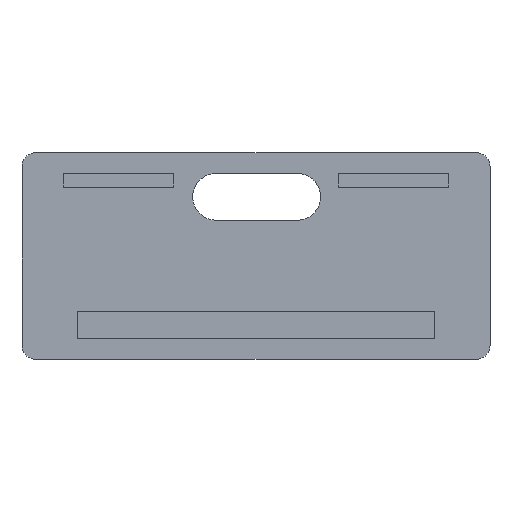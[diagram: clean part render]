
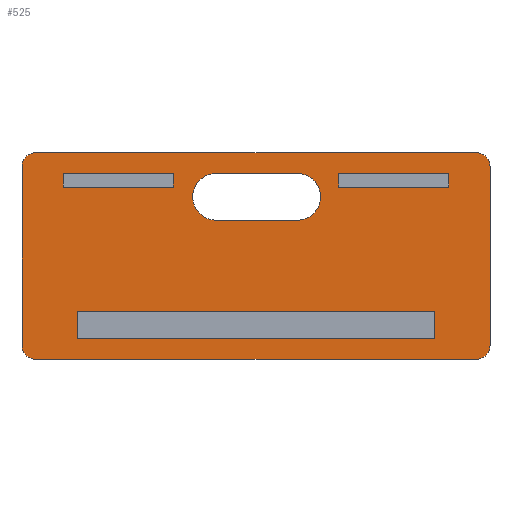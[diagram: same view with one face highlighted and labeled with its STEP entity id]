
A CAD part, top view. The second image highlights one B-rep face of the part: STEP entity #525.
In plain terms, the highlighted planar face has unit normal (0, 0, 1).
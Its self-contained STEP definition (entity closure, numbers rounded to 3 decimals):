
#15=FACE_BOUND('',#85,.T.);
#16=FACE_BOUND('',#86,.T.);
#17=FACE_BOUND('',#87,.T.);
#18=FACE_BOUND('',#88,.T.);
#21=CIRCLE('',#568,1.);
#22=CIRCLE('',#571,1.);
#23=CIRCLE('',#572,1.);
#24=CIRCLE('',#573,1.);
#25=CIRCLE('',#574,1.7);
#26=CIRCLE('',#575,1.7);
#55=FACE_OUTER_BOUND('',#84,.T.);
#84=EDGE_LOOP('',(#409,#410,#411,#412,#413,#414,#415,#416));
#85=EDGE_LOOP('',(#417,#418,#419,#420));
#86=EDGE_LOOP('',(#421,#422,#423,#424));
#87=EDGE_LOOP('',(#425,#426,#427,#428));
#88=EDGE_LOOP('',(#429,#430,#431,#432));
#101=LINE('',#740,#161);
#105=LINE('',#748,#165);
#108=LINE('',#754,#168);
#111=LINE('',#759,#171);
#113=LINE('',#765,#173);
#117=LINE('',#773,#177);
#120=LINE('',#779,#180);
#123=LINE('',#784,#183);
#125=LINE('',#790,#185);
#129=LINE('',#798,#189);
#132=LINE('',#804,#192);
#135=LINE('',#809,#195);
#139=LINE('',#823,#199);
#142=LINE('',#829,#202);
#143=LINE('',#833,#203);
#144=LINE('',#837,#204);
#145=LINE('',#843,#205);
#146=LINE('',#846,#206);
#161=VECTOR('',#596,10.);
#165=VECTOR('',#602,10.);
#168=VECTOR('',#607,10.);
#171=VECTOR('',#612,10.);
#173=VECTOR('',#618,10.);
#177=VECTOR('',#624,10.);
#180=VECTOR('',#629,10.);
#183=VECTOR('',#634,10.);
#185=VECTOR('',#640,10.);
#189=VECTOR('',#646,10.);
#192=VECTOR('',#651,10.);
#195=VECTOR('',#656,10.);
#199=VECTOR('',#670,10.);
#202=VECTOR('',#675,10.);
#203=VECTOR('',#678,10.);
#204=VECTOR('',#681,10.);
#205=VECTOR('',#686,10.);
#206=VECTOR('',#689,10.);
#221=VERTEX_POINT('',#738);
#222=VERTEX_POINT('',#739);
#225=VERTEX_POINT('',#747);
#227=VERTEX_POINT('',#753);
#229=VERTEX_POINT('',#763);
#230=VERTEX_POINT('',#764);
#233=VERTEX_POINT('',#772);
#235=VERTEX_POINT('',#778);
#237=VERTEX_POINT('',#788);
#238=VERTEX_POINT('',#789);
#241=VERTEX_POINT('',#797);
#243=VERTEX_POINT('',#803);
#247=VERTEX_POINT('',#816);
#248=VERTEX_POINT('',#818);
#249=VERTEX_POINT('',#822);
#251=VERTEX_POINT('',#828);
#252=VERTEX_POINT('',#830);
#253=VERTEX_POINT('',#832);
#254=VERTEX_POINT('',#834);
#255=VERTEX_POINT('',#836);
#256=VERTEX_POINT('',#839);
#257=VERTEX_POINT('',#840);
#258=VERTEX_POINT('',#842);
#259=VERTEX_POINT('',#844);
#269=EDGE_CURVE('',#221,#222,#101,.T.);
#273=EDGE_CURVE('',#222,#225,#105,.T.);
#276=EDGE_CURVE('',#225,#227,#108,.T.);
#279=EDGE_CURVE('',#227,#221,#111,.T.);
#281=EDGE_CURVE('',#229,#230,#113,.T.);
#285=EDGE_CURVE('',#230,#233,#117,.T.);
#288=EDGE_CURVE('',#233,#235,#120,.T.);
#291=EDGE_CURVE('',#235,#229,#123,.T.);
#293=EDGE_CURVE('',#237,#238,#125,.T.);
#297=EDGE_CURVE('',#238,#241,#129,.T.);
#300=EDGE_CURVE('',#241,#243,#132,.T.);
#303=EDGE_CURVE('',#243,#237,#135,.T.);
#307=EDGE_CURVE('',#247,#248,#21,.T.);
#309=EDGE_CURVE('',#249,#248,#139,.T.);
#312=EDGE_CURVE('',#247,#251,#142,.T.);
#313=EDGE_CURVE('',#252,#251,#22,.T.);
#314=EDGE_CURVE('',#252,#253,#143,.T.);
#315=EDGE_CURVE('',#254,#253,#23,.T.);
#316=EDGE_CURVE('',#254,#255,#144,.T.);
#317=EDGE_CURVE('',#249,#255,#24,.T.);
#318=EDGE_CURVE('',#256,#257,#25,.T.);
#319=EDGE_CURVE('',#258,#256,#145,.T.);
#320=EDGE_CURVE('',#259,#258,#26,.T.);
#321=EDGE_CURVE('',#257,#259,#146,.T.);
#409=ORIENTED_EDGE('',*,*,#307,.F.);
#410=ORIENTED_EDGE('',*,*,#312,.T.);
#411=ORIENTED_EDGE('',*,*,#313,.F.);
#412=ORIENTED_EDGE('',*,*,#314,.T.);
#413=ORIENTED_EDGE('',*,*,#315,.F.);
#414=ORIENTED_EDGE('',*,*,#316,.T.);
#415=ORIENTED_EDGE('',*,*,#317,.F.);
#416=ORIENTED_EDGE('',*,*,#309,.T.);
#417=ORIENTED_EDGE('',*,*,#269,.T.);
#418=ORIENTED_EDGE('',*,*,#273,.T.);
#419=ORIENTED_EDGE('',*,*,#276,.T.);
#420=ORIENTED_EDGE('',*,*,#279,.T.);
#421=ORIENTED_EDGE('',*,*,#281,.T.);
#422=ORIENTED_EDGE('',*,*,#285,.T.);
#423=ORIENTED_EDGE('',*,*,#288,.T.);
#424=ORIENTED_EDGE('',*,*,#291,.T.);
#425=ORIENTED_EDGE('',*,*,#293,.T.);
#426=ORIENTED_EDGE('',*,*,#297,.T.);
#427=ORIENTED_EDGE('',*,*,#300,.T.);
#428=ORIENTED_EDGE('',*,*,#303,.T.);
#429=ORIENTED_EDGE('',*,*,#318,.F.);
#430=ORIENTED_EDGE('',*,*,#319,.F.);
#431=ORIENTED_EDGE('',*,*,#320,.F.);
#432=ORIENTED_EDGE('',*,*,#321,.F.);
#501=PLANE('',#570);
#525=ADVANCED_FACE('',(#55,#15,#16,#17,#18),#501,.F.);
#568=AXIS2_PLACEMENT_3D('',#819,#665,#666);
#570=AXIS2_PLACEMENT_3D('',#827,#673,#674);
#571=AXIS2_PLACEMENT_3D('',#831,#676,#677);
#572=AXIS2_PLACEMENT_3D('',#835,#679,#680);
#573=AXIS2_PLACEMENT_3D('',#838,#682,#683);
#574=AXIS2_PLACEMENT_3D('',#841,#684,#685);
#575=AXIS2_PLACEMENT_3D('',#845,#687,#688);
#596=DIRECTION('',(0.,1.,0.));
#602=DIRECTION('',(1.,0.,0.));
#607=DIRECTION('',(0.,-1.,0.));
#612=DIRECTION('',(-1.,0.,0.));
#618=DIRECTION('',(0.,1.,0.));
#624=DIRECTION('',(1.,0.,0.));
#629=DIRECTION('',(0.,-1.,0.));
#634=DIRECTION('',(-1.,0.,0.));
#640=DIRECTION('',(0.,1.,0.));
#646=DIRECTION('',(1.,0.,0.));
#651=DIRECTION('',(0.,-1.,0.));
#656=DIRECTION('',(-1.,0.,0.));
#665=DIRECTION('center_axis',(0.,0.,-1.));
#666=DIRECTION('ref_axis',(-0.707,0.707,0.));
#670=DIRECTION('',(-1.,0.,0.));
#673=DIRECTION('center_axis',(0.,0.,-1.));
#674=DIRECTION('ref_axis',(-1.,0.,0.));
#675=DIRECTION('',(0.,-1.,0.));
#676=DIRECTION('center_axis',(0.,0.,-1.));
#677=DIRECTION('ref_axis',(-0.707,-0.707,0.));
#678=DIRECTION('',(1.,0.,0.));
#679=DIRECTION('center_axis',(0.,0.,-1.));
#680=DIRECTION('ref_axis',(0.707,-0.707,0.));
#681=DIRECTION('',(0.,1.,0.));
#682=DIRECTION('center_axis',(0.,0.,-1.));
#683=DIRECTION('ref_axis',(0.707,0.707,0.));
#684=DIRECTION('center_axis',(0.,0.,1.));
#685=DIRECTION('ref_axis',(0.,-1.,0.));
#686=DIRECTION('',(-1.,0.,0.));
#687=DIRECTION('center_axis',(0.,0.,1.));
#688=DIRECTION('ref_axis',(0.,1.,0.));
#689=DIRECTION('',(1.,0.,0.));
#738=CARTESIAN_POINT('',(-13.,-3.5,0.));
#739=CARTESIAN_POINT('',(-13.,-1.5,0.));
#740=CARTESIAN_POINT('',(-13.,0.5,0.));
#747=CARTESIAN_POINT('',(13.,-1.5,0.));
#748=CARTESIAN_POINT('',(6.5,-1.5,0.));
#753=CARTESIAN_POINT('',(13.,-3.5,0.));
#754=CARTESIAN_POINT('',(13.,-0.5,0.));
#759=CARTESIAN_POINT('',(-6.5,-3.5,0.));
#763=CARTESIAN_POINT('',(6.,7.5,0.));
#764=CARTESIAN_POINT('',(6.,8.5,0.));
#765=CARTESIAN_POINT('',(6.,5.5,0.));
#772=CARTESIAN_POINT('',(14.,8.5,0.));
#773=CARTESIAN_POINT('',(7.,8.5,0.));
#778=CARTESIAN_POINT('',(14.,7.5,0.));
#779=CARTESIAN_POINT('',(14.,5.,0.));
#784=CARTESIAN_POINT('',(3.,7.5,0.));
#788=CARTESIAN_POINT('',(-14.,7.5,0.));
#789=CARTESIAN_POINT('',(-14.,8.5,0.));
#790=CARTESIAN_POINT('',(-14.,5.5,0.));
#797=CARTESIAN_POINT('',(-6.,8.5,0.));
#798=CARTESIAN_POINT('',(-3.,8.5,0.));
#803=CARTESIAN_POINT('',(-6.,7.5,0.));
#804=CARTESIAN_POINT('',(-6.,5.,0.));
#809=CARTESIAN_POINT('',(-7.,7.5,0.));
#816=CARTESIAN_POINT('',(-17.,9.,0.));
#818=CARTESIAN_POINT('',(-16.,10.,0.));
#819=CARTESIAN_POINT('Origin',(-16.,9.,0.));
#822=CARTESIAN_POINT('',(16.,10.,0.));
#823=CARTESIAN_POINT('',(17.,10.,0.));
#827=CARTESIAN_POINT('Origin',(0.,2.5,0.));
#828=CARTESIAN_POINT('',(-17.,-4.,0.));
#829=CARTESIAN_POINT('',(-17.,10.,0.));
#830=CARTESIAN_POINT('',(-16.,-5.,0.));
#831=CARTESIAN_POINT('Origin',(-16.,-4.,0.));
#832=CARTESIAN_POINT('',(16.,-5.,0.));
#833=CARTESIAN_POINT('',(-17.,-5.,0.));
#834=CARTESIAN_POINT('',(17.,-4.,0.));
#835=CARTESIAN_POINT('Origin',(16.,-4.,0.));
#836=CARTESIAN_POINT('',(17.,9.,0.));
#837=CARTESIAN_POINT('',(17.,-5.,0.));
#838=CARTESIAN_POINT('Origin',(16.,9.,0.));
#839=CARTESIAN_POINT('',(-2.9,8.5,0.));
#840=CARTESIAN_POINT('',(-2.9,5.1,0.));
#841=CARTESIAN_POINT('Origin',(-2.9,6.8,0.));
#842=CARTESIAN_POINT('',(3.,8.5,0.));
#843=CARTESIAN_POINT('',(-2.9,8.5,0.));
#844=CARTESIAN_POINT('',(3.,5.1,0.));
#845=CARTESIAN_POINT('Origin',(3.,6.8,0.));
#846=CARTESIAN_POINT('',(3.,5.1,0.));
